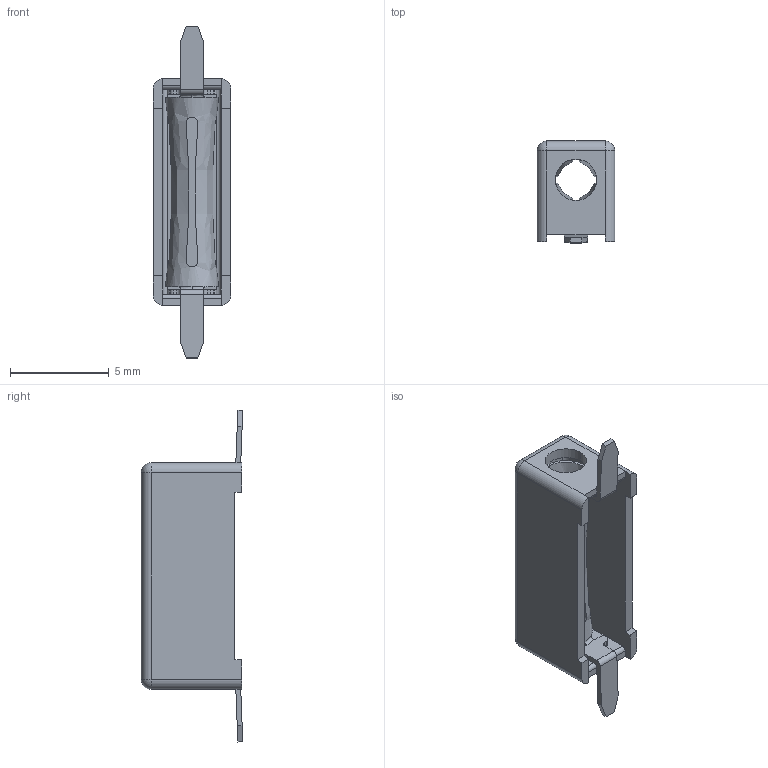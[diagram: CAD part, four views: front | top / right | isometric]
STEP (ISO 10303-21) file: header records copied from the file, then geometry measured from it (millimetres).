
FILE_DESCRIPTION((''),'2;1');
FILE_NAME('M3497-98_ASM','2014-01-08T',('sbennett'),(''),'PRO/ENGINEER BY PARAMETRIC TECHNOLOGY CORPORATION, 2013150','PRO/ENGINEER BY PARAMETRIC TECHNOLOGY CORPORATION, 2013150','');
FILE_SCHEMA(('CONFIG_CONTROL_DESIGN'));
Length unit declared in the file: millimetre
Products named in the file (3): M3497_MOULD; M3497-98_CONTACT; M3497-98_ASM
Assembly tree (2 placements, depth 2):
  M3497-98_ASM
    M3497_MOULD
    M3497-98_CONTACT
Bounding box: 3.95 x 5.15 x 16.85 mm (x, y, z)
Volume: 90 mm3; surface area: 485.6 mm2
Topology: 2 solids, 2 shells, 154 faces, 422 edges, 272 vertices
Faces by surface type: cylinder 72, plane 64, bspline 8, sphere 4, torus 4, extrusion 2
Entity records: 7459 total; most frequent: CARTESIAN_POINT 2293, ORIENTED_EDGE 844, DIRECTION 726, PRESENTATION_STYLE_ASSIGNMENT 424, STYLED_ITEM 424, CURVE_STYLE 422, EDGE_CURVE 422, VERTEX_POINT 272
